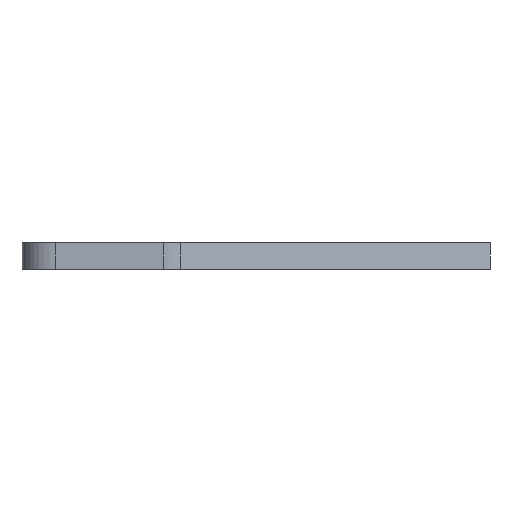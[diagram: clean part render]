
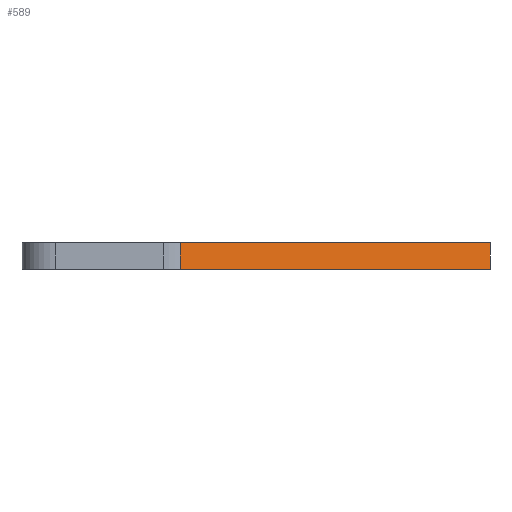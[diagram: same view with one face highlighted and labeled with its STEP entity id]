
A CAD part, left-side view. The second image highlights one B-rep face of the part: STEP entity #589.
In plain terms, the highlighted planar face has unit normal (-0.866, -0.5, 0).
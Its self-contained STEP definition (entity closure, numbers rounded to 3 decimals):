
#26 = VERTEX_POINT ( 'NONE', #510 ) ;
#83 = DIRECTION ( 'NONE',  ( 0.5, -0.866, 0. ) ) ;
#97 = CARTESIAN_POINT ( 'NONE',  ( -8., 19., 0. ) ) ;
#111 = EDGE_CURVE ( 'NONE', #26, #603, #431, .T. ) ;
#151 = DIRECTION ( 'NONE',  ( -0.5, 0.866, 0. ) ) ;
#160 = LINE ( 'NONE', #423, #769 ) ;
#207 = VECTOR ( 'NONE', #613, 1000. ) ;
#232 = DIRECTION ( 'NONE',  ( 0., 0., -1. ) ) ;
#244 = CARTESIAN_POINT ( 'NONE',  ( -8., 19., 1.6 ) ) ;
#382 = ORIENTED_EDGE ( 'NONE', *, *, #565, .F. ) ;
#410 = LINE ( 'NONE', #617, #207 ) ;
#415 = VECTOR ( 'NONE', #232, 1000. ) ;
#423 = CARTESIAN_POINT ( 'NONE',  ( -18.732, 37.588, 1.6 ) ) ;
#431 = LINE ( 'NONE', #97, #457 ) ;
#434 = ORIENTED_EDGE ( 'NONE', *, *, #804, .F. ) ;
#457 = VECTOR ( 'NONE', #83, 1000. ) ;
#469 = FACE_OUTER_BOUND ( 'NONE', #877, .T. ) ;
#510 = CARTESIAN_POINT ( 'NONE',  ( -18.732, 37.588, 0. ) ) ;
#523 = ORIENTED_EDGE ( 'NONE', *, *, #846, .T. ) ;
#549 = CARTESIAN_POINT ( 'NONE',  ( -8., 19., 0. ) ) ;
#565 = EDGE_CURVE ( 'NONE', #705, #799, #410, .T. ) ;
#572 = AXIS2_PLACEMENT_3D ( 'NONE', #620, #825, #151 ) ;
#585 = ORIENTED_EDGE ( 'NONE', *, *, #111, .T. ) ;
#589 = ADVANCED_FACE ( 'NONE', ( #469 ), #610, .F. ) ;
#603 = VERTEX_POINT ( 'NONE', #549 ) ;
#610 = PLANE ( 'NONE',  #572 ) ;
#613 = DIRECTION ( 'NONE',  ( 0.5, -0.866, 0. ) ) ;
#617 = CARTESIAN_POINT ( 'NONE',  ( -8., 19., 1.6 ) ) ;
#620 = CARTESIAN_POINT ( 'NONE',  ( -8., 19., 1.6 ) ) ;
#681 = CARTESIAN_POINT ( 'NONE',  ( -18.732, 37.588, 1.6 ) ) ;
#702 = DIRECTION ( 'NONE',  ( 0., 0., -1. ) ) ;
#705 = VERTEX_POINT ( 'NONE', #681 ) ;
#769 = VECTOR ( 'NONE', #702, 1000. ) ;
#785 = LINE ( 'NONE', #840, #415 ) ;
#799 = VERTEX_POINT ( 'NONE', #244 ) ;
#804 = EDGE_CURVE ( 'NONE', #799, #603, #785, .T. ) ;
#825 = DIRECTION ( 'NONE',  ( 0.866, 0.5, 0. ) ) ;
#840 = CARTESIAN_POINT ( 'NONE',  ( -8., 19., 1.6 ) ) ;
#846 = EDGE_CURVE ( 'NONE', #705, #26, #160, .T. ) ;
#877 = EDGE_LOOP ( 'NONE', ( #382, #523, #585, #434 ) ) ;
